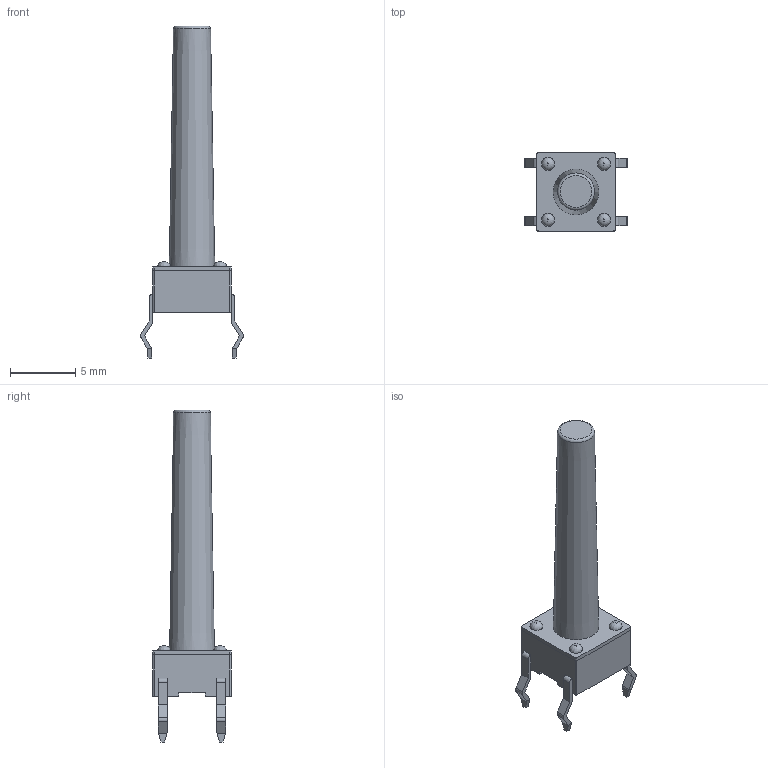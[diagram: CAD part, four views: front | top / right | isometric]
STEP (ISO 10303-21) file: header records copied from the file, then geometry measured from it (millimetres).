
FILE_DESCRIPTION(('STEP AP214'), '1');
FILE_NAME('TS6-THT', '', ('UNSPECIFIED'), ('UNSPECIFIED'), 'ASCON STEP Converter 1.6', 'ASCON Math Kernel', '');
FILE_SCHEMA(('AUTOMOTIVE_DESIGN { 1 0 10303 214 3 1 1}'));
Length unit declared in the file: millimetre
Bounding box: 7.9 x 6 x 25.5 mm (x, y, z)
Volume: 270.2 mm3; surface area: 472.4 mm2
Topology: 7 solids, 7 shells, 138 faces, 340 edges, 225 vertices
Faces by surface type: plane 95, cylinder 37, bspline 4, cone 1, torus 1
Full cylindrical faces by diameter (mm): 0.8 x8, 1 x4, 3.5 x1
Entity records: 5586 total; most frequent: CARTESIAN_POINT 1137, DIRECTION 664, ORIENTED_EDGE 642, EDGE_CURVE 321, LINE 232, VECTOR 232, VERTEX_POINT 225, AXIS2_PLACEMENT_3D 216
